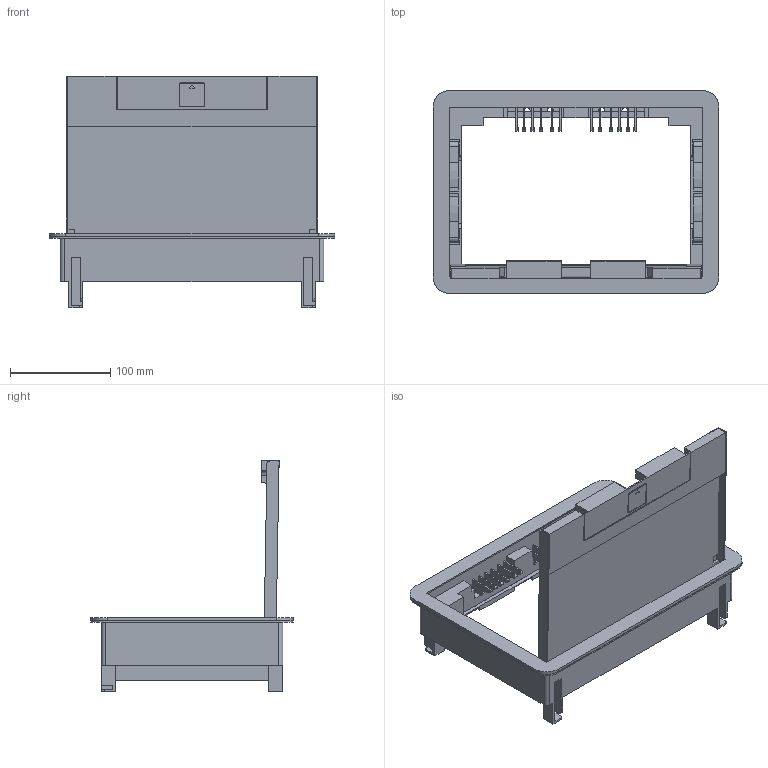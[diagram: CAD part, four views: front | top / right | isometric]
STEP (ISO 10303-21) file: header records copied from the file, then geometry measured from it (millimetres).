
FILE_DESCRIPTION(('CATIA V5 STEP Exchange','CAx-IF Rec.Pracs.--- Model Styling and Organization---1.5--- 2016-08-15','CAx-IF Rec.Pracs.---Supplemental Geometry---1.0---2011-11-01','CAx-IF Rec.Pracs.--- Composite Materials ---3.4---2017-06-13','CAx-IF Rec.Pracs.---Tessellated 3D Geometry---1.0---2015-12-17'),'2;1');
FILE_NAME('LG-080724-S_open.stp','2025-05-02T09:09:00+00:00',('none'),('none'),'CATIA Version 5-6 Release 2020','CATIA V5 STEP AP242 v1','none');
FILE_SCHEMA(('AP242_MANAGED_MODEL_BASED_3D_ENGINEERING_MIM_LF {1 0 10303 442 1 1 4}'));
Length unit declared in the file: millimetre
Products named in the file (4): A029387_A; AO13231_A-S; D012778_A-S; D012783_A-MOD-S
Assembly tree (3 placements, depth 2):
  A029387_A
    AO13231_A-S
    D012778_A-S
    D012783_A-MOD-S
Bounding box: 285 x 202.02 x 231.15 mm (x, y, z)
Volume: 566923.4 mm3; surface area: 388213.3 mm2
Topology: 3 solids, 3 shells, 645 faces, 1944 edges, 1278 vertices
Faces by surface type: plane 488, cylinder 133, extrusion 24
Entity records: 20552 total; most frequent: CARTESIAN_POINT 4060, ORIENTED_EDGE 3888, DIRECTION 2638, EDGE_CURVE 1944, VECTOR 1604, LINE 1580, VERTEX_POINT 1278, EDGE_LOOP 702
